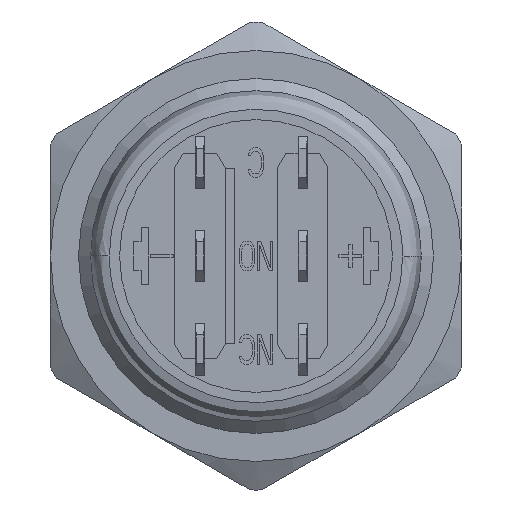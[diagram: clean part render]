
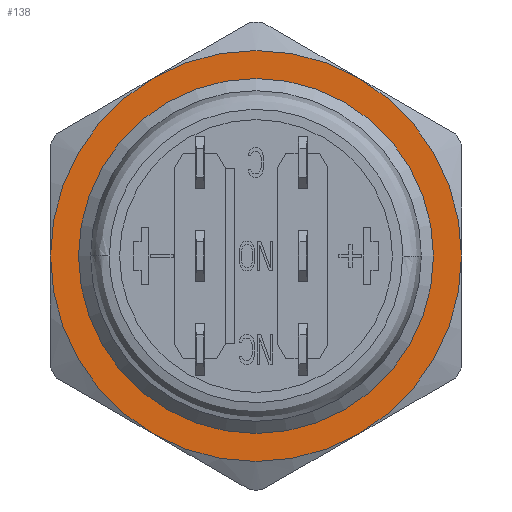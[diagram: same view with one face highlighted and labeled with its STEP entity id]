
A CAD part, front view. The second image highlights one B-rep face of the part: STEP entity #138.
In plain terms, the highlighted planar face has unit normal (0, -1, 0).
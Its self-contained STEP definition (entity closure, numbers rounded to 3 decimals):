
#138=ADVANCED_FACE('',(#3663,#3665),#3667,.F.);
#3663=FACE_BOUND('',#3664,.T.);
#3664=EDGE_LOOP('',(#6315,#6316,#6317,#6318,#6319,#6320));
#3665=FACE_BOUND('',#3666,.T.);
#3666=EDGE_LOOP('',(#6321));
#3667=PLANE('',#3668);
#3668=AXIS2_PLACEMENT_3D('',#3669,#3670,#3671);
#3669=CARTESIAN_POINT('',(0.,-5.7,0.));
#3670=DIRECTION('',(0.,1.,0.));
#3671=DIRECTION('',(1.,0.,0.));
#6315=ORIENTED_EDGE('',*,*,#8139,.F.);
#6316=ORIENTED_EDGE('',*,*,#8140,.F.);
#6317=ORIENTED_EDGE('',*,*,#8141,.T.);
#6318=ORIENTED_EDGE('',*,*,#8142,.F.);
#6319=ORIENTED_EDGE('',*,*,#8143,.F.);
#6320=ORIENTED_EDGE('',*,*,#8144,.T.);
#6321=ORIENTED_EDGE('',*,*,#8136,.F.);
#8136=EDGE_CURVE('',#9260,#9260,#9261,.T.);
#8139=EDGE_CURVE('',#9266,#9267,#9268,.T.);
#8140=EDGE_CURVE('',#9269,#9266,#9270,.T.);
#8141=EDGE_CURVE('',#9269,#9271,#9272,.T.);
#8142=EDGE_CURVE('',#9273,#9271,#9274,.T.);
#8143=EDGE_CURVE('',#9275,#9273,#9276,.T.);
#8144=EDGE_CURVE('',#9275,#9267,#9277,.T.);
#9260=VERTEX_POINT('',#11356);
#9261=CIRCLE('',#11357,9.5);
#9266=VERTEX_POINT('',#11371);
#9267=VERTEX_POINT('',#11372);
#9268=CIRCLE('',#11373,11.);
#9269=VERTEX_POINT('',#11377);
#9270=CIRCLE('',#11378,11.);
#9271=VERTEX_POINT('',#11382);
#9272=CIRCLE('',#11383,11.);
#9273=VERTEX_POINT('',#11387);
#9274=CIRCLE('',#11388,11.);
#9275=VERTEX_POINT('',#11392);
#9276=CIRCLE('',#11393,11.);
#9277=CIRCLE('',#11397,11.);
#11356=CARTESIAN_POINT('',(-9.5,-5.7,0.));
#11357=AXIS2_PLACEMENT_3D('',#11358,#11359,#11360);
#11358=CARTESIAN_POINT('',(0.,-5.7,0.));
#11359=DIRECTION('',(0.,-1.,0.));
#11360=DIRECTION('',(1.,0.,0.));
#11371=CARTESIAN_POINT('',(5.5,-5.7,9.526));
#11372=CARTESIAN_POINT('',(11.,-5.7,0.));
#11373=AXIS2_PLACEMENT_3D('',#11374,#11375,#11376);
#11374=CARTESIAN_POINT('',(0.,-5.7,0.));
#11375=DIRECTION('',(0.,1.,0.));
#11376=DIRECTION('',(0.5,0.,0.866));
#11377=CARTESIAN_POINT('',(-5.5,-5.7,9.526));
#11378=AXIS2_PLACEMENT_3D('',#11379,#11380,#11381);
#11379=CARTESIAN_POINT('',(0.,-5.7,0.));
#11380=DIRECTION('',(0.,1.,0.));
#11381=DIRECTION('',(-0.5,0.,0.866));
#11382=CARTESIAN_POINT('',(-11.,-5.7,0.));
#11383=AXIS2_PLACEMENT_3D('',#11384,#11385,#11386);
#11384=CARTESIAN_POINT('',(0.,-5.7,0.));
#11385=DIRECTION('',(0.,-1.,0.));
#11386=DIRECTION('',(-0.5,0.,0.866));
#11387=CARTESIAN_POINT('',(-5.5,-5.7,-9.526));
#11388=AXIS2_PLACEMENT_3D('',#11389,#11390,#11391);
#11389=CARTESIAN_POINT('',(0.,-5.7,0.));
#11390=DIRECTION('',(0.,1.,0.));
#11391=DIRECTION('',(-0.5,0.,-0.866));
#11392=CARTESIAN_POINT('',(5.5,-5.7,-9.526));
#11393=AXIS2_PLACEMENT_3D('',#11394,#11395,#11396);
#11394=CARTESIAN_POINT('',(0.,-5.7,0.));
#11395=DIRECTION('',(0.,1.,0.));
#11396=DIRECTION('',(0.5,0.,-0.866));
#11397=AXIS2_PLACEMENT_3D('',#11398,#11399,#11400);
#11398=CARTESIAN_POINT('',(0.,-5.7,0.));
#11399=DIRECTION('',(0.,-1.,0.));
#11400=DIRECTION('',(0.5,0.,-0.866));
